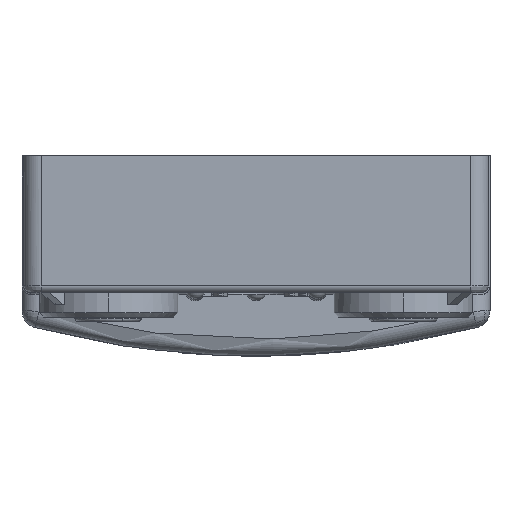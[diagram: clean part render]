
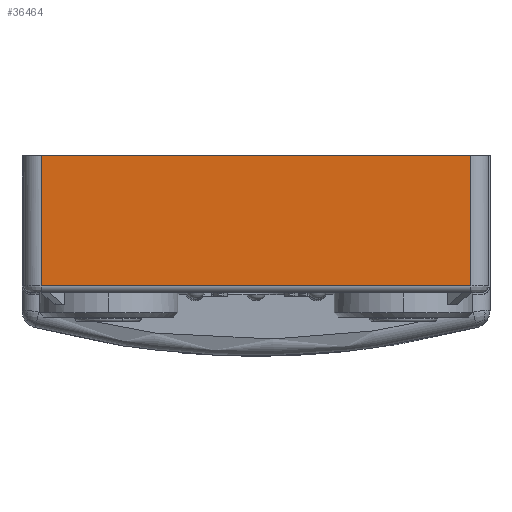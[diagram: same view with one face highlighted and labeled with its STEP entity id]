
A CAD part, front view. The second image highlights one B-rep face of the part: STEP entity #36464.
In plain terms, the highlighted planar face has unit normal (0, -1, -0.018).
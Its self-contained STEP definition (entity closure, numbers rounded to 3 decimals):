
#809=DIRECTION('',(1.,0.,0.));
#810=VECTOR('',#809,49.6);
#811=CARTESIAN_POINT('',(-19.317,53.459,29.75));
#812=LINE('',#811,#810);
#7822=DIRECTION('',(0.,-0.017,1.));
#7823=VECTOR('',#7822,15.016);
#7824=CARTESIAN_POINT('',(-19.317,53.721,14.736));
#7825=LINE('',#7824,#7823);
#7869=DIRECTION('',(0.,0.017,-1.));
#7870=VECTOR('',#7869,15.016);
#7871=CARTESIAN_POINT('',(30.283,53.459,29.75));
#7872=LINE('',#7871,#7870);
#7882=CARTESIAN_POINT('',(30.283,53.459,29.75));
#7902=DIRECTION('',(-1.,0.,0.));
#7903=VECTOR('',#7902,49.6);
#7904=CARTESIAN_POINT('',(30.283,53.721,14.736));
#7905=LINE('',#7904,#7903);
#25202=VERTEX_POINT('',#7882);
#25203=CARTESIAN_POINT('',(-19.317,53.459,29.75));
#25204=VERTEX_POINT('',#25203);
#27527=CARTESIAN_POINT('',(-19.317,53.721,
14.736));
#27529=VERTEX_POINT('',#27527);
#27531=CARTESIAN_POINT('',(30.283,53.721,14.736));
#27532=VERTEX_POINT('',#27531);
#36451=CARTESIAN_POINT('',(-6.658,53.46,29.65));
#36452=DIRECTION('',(0.,-1.,-0.017));
#36453=DIRECTION('',(0.,0.017,-1.));
#36454=AXIS2_PLACEMENT_3D('',#36451,#36452,#36453);
#36455=PLANE('',#36454);
#36456=ORIENTED_EDGE('',*,*,#30886,.T.);
#36458=ORIENTED_EDGE('',*,*,#36457,.T.);
#36460=ORIENTED_EDGE('',*,*,#36459,.T.);
#36461=ORIENTED_EDGE('',*,*,#36444,.T.);
#36462=EDGE_LOOP('',(#36456,#36458,#36460,#36461));
#36463=FACE_OUTER_BOUND('',#36462,.F.);
#36464=ADVANCED_FACE('',(#36463),#36455,.T.);
#30886=EDGE_CURVE('',#25204,#25202,#812,.T.);
#36444=EDGE_CURVE('',#27529,#25204,#7825,.T.);
#36457=EDGE_CURVE('',#25202,#27532,#7872,.T.);
#36459=EDGE_CURVE('',#27532,#27529,#7905,.T.);
